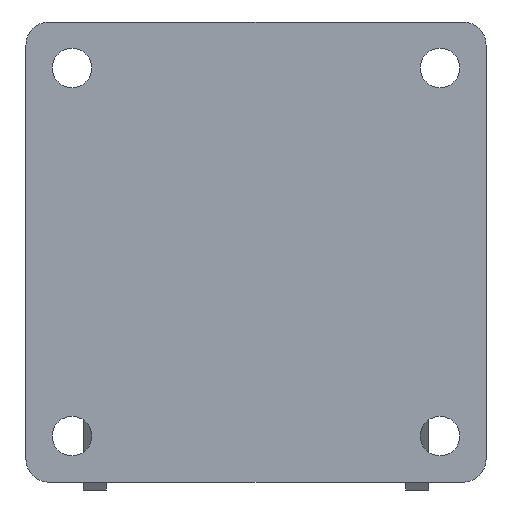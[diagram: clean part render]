
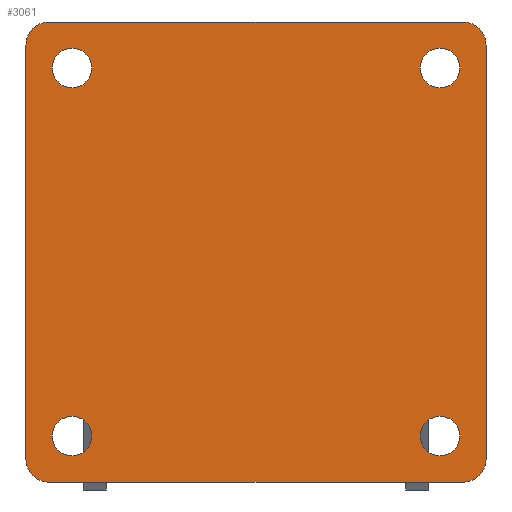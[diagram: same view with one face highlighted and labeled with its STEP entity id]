
A CAD part, front view. The second image highlights one B-rep face of the part: STEP entity #3061.
In plain terms, the highlighted planar face has unit normal (0, -1, 0).
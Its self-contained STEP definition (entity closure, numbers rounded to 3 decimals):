
#47 = ORIENTED_EDGE ( 'NONE', *, *, #2849, .F. ) ;
#129 = EDGE_LOOP ( 'NONE', ( #3530, #1268 ) ) ;
#132 = ORIENTED_EDGE ( 'NONE', *, *, #2464, .T. ) ;
#152 = CARTESIAN_POINT ( 'NONE',  ( 1604.761, 147.519, -808.475 ) ) ;
#208 = DIRECTION ( 'NONE',  ( 0., 1., 0. ) ) ;
#244 = CARTESIAN_POINT ( 'NONE',  ( 1604.761, 147.519, -998.475 ) ) ;
#248 = DIRECTION ( 'NONE',  ( 0., 1., 0. ) ) ;
#261 = VERTEX_POINT ( 'NONE', #1936 ) ;
#266 = CARTESIAN_POINT ( 'NONE',  ( 1774.761, 147.519, -828.475 ) ) ;
#272 = CARTESIAN_POINT ( 'NONE',  ( 1794.761, 147.519, -808.475 ) ) ;
#282 = VECTOR ( 'NONE', #1454, 1000. ) ;
#311 = VERTEX_POINT ( 'NONE', #3386 ) ;
#315 = EDGE_CURVE ( 'NONE', #1504, #1588, #2118, .T. ) ;
#360 = CARTESIAN_POINT ( 'NONE',  ( 1604.761, 147.519, -1008.475 ) ) ;
#370 = CARTESIAN_POINT ( 'NONE',  ( 1614.761, 147.519, -997.075 ) ) ;
#430 = CARTESIAN_POINT ( 'NONE',  ( 1774.761, 147.519, -828.475 ) ) ;
#439 = ORIENTED_EDGE ( 'NONE', *, *, #2496, .T. ) ;
#477 = CARTESIAN_POINT ( 'NONE',  ( 1594.761, 147.519, -1008.475 ) ) ;
#498 = ORIENTED_EDGE ( 'NONE', *, *, #1750, .T. ) ;
#536 = CARTESIAN_POINT ( 'NONE',  ( 1694.761, 147.519, -908.475 ) ) ;
#562 = VERTEX_POINT ( 'NONE', #1694 ) ;
#566 = EDGE_CURVE ( 'NONE', #1557, #3437, #618, .T. ) ;
#569 = DIRECTION ( 'NONE',  ( 0., -1., 0. ) ) ;
#583 = DIRECTION ( 'NONE',  ( 0., 1., 0. ) ) ;
#618 = CIRCLE ( 'NONE', #930, 10. ) ;
#624 = CARTESIAN_POINT ( 'NONE',  ( 1614.761, 147.519, -988.475 ) ) ;
#686 = LINE ( 'NONE', #2814, #922 ) ;
#687 = DIRECTION ( 'NONE',  ( 0., 1., 0. ) ) ;
#699 = EDGE_CURVE ( 'NONE', #1465, #261, #3223, .T. ) ;
#865 = EDGE_LOOP ( 'NONE', ( #1058, #439 ) ) ;
#881 = ORIENTED_EDGE ( 'NONE', *, *, #315, .T. ) ;
#884 = EDGE_CURVE ( 'NONE', #562, #311, #2783, .T. ) ;
#892 = DIRECTION ( 'NONE',  ( 0., 0., -1. ) ) ;
#921 = CIRCLE ( 'NONE', #3577, 8.6 ) ;
#922 = VECTOR ( 'NONE', #2768, 1000. ) ;
#930 = AXIS2_PLACEMENT_3D ( 'NONE', #2251, #2580, #1973 ) ;
#1058 = ORIENTED_EDGE ( 'NONE', *, *, #3235, .T. ) ;
#1089 = CARTESIAN_POINT ( 'NONE',  ( 1794.761, 147.519, -1008.475 ) ) ;
#1103 = CARTESIAN_POINT ( 'NONE',  ( 1774.761, 147.519, -819.875 ) ) ;
#1134 = FACE_BOUND ( 'NONE', #3111, .T. ) ;
#1135 = LINE ( 'NONE', #1089, #282 ) ;
#1155 = VERTEX_POINT ( 'NONE', #2470 ) ;
#1184 = CARTESIAN_POINT ( 'NONE',  ( 1614.761, 147.519, -988.475 ) ) ;
#1209 = ORIENTED_EDGE ( 'NONE', *, *, #1295, .F. ) ;
#1235 = VECTOR ( 'NONE', #3509, 1000. ) ;
#1268 = ORIENTED_EDGE ( 'NONE', *, *, #699, .T. ) ;
#1295 = EDGE_CURVE ( 'NONE', #1557, #3231, #2103, .T. ) ;
#1318 = VERTEX_POINT ( 'NONE', #2066 ) ;
#1347 = CARTESIAN_POINT ( 'NONE',  ( 1774.761, 147.519, -988.475 ) ) ;
#1353 = LINE ( 'NONE', #477, #1367 ) ;
#1367 = VECTOR ( 'NONE', #1625, 1000. ) ;
#1369 = CIRCLE ( 'NONE', #2666, 8.6 ) ;
#1373 = CIRCLE ( 'NONE', #1864, 8.6 ) ;
#1407 = FACE_BOUND ( 'NONE', #2567, .T. ) ;
#1410 = ORIENTED_EDGE ( 'NONE', *, *, #3228, .T. ) ;
#1415 = VERTEX_POINT ( 'NONE', #2179 ) ;
#1423 = DIRECTION ( 'NONE',  ( 0., 0., 1. ) ) ;
#1431 = FACE_BOUND ( 'NONE', #865, .T. ) ;
#1454 = DIRECTION ( 'NONE',  ( -1., 0., 0. ) ) ;
#1465 = VERTEX_POINT ( 'NONE', #370 ) ;
#1477 = EDGE_CURVE ( 'NONE', #2246, #1415, #2106, .T. ) ;
#1503 = EDGE_CURVE ( 'NONE', #1588, #1504, #1369, .T. ) ;
#1504 = VERTEX_POINT ( 'NONE', #1639 ) ;
#1510 = DIRECTION ( 'NONE',  ( 0., 0., 1. ) ) ;
#1557 = VERTEX_POINT ( 'NONE', #152 ) ;
#1559 = CARTESIAN_POINT ( 'NONE',  ( 1784.761, 147.519, -818.475 ) ) ;
#1588 = VERTEX_POINT ( 'NONE', #1103 ) ;
#1598 = CIRCLE ( 'NONE', #2537, 8.6 ) ;
#1619 = DIRECTION ( 'NONE',  ( 0., -1., 0. ) ) ;
#1625 = DIRECTION ( 'NONE',  ( 0., 0., 1. ) ) ;
#1639 = CARTESIAN_POINT ( 'NONE',  ( 1774.761, 147.519, -837.075 ) ) ;
#1694 = CARTESIAN_POINT ( 'NONE',  ( 1614.761, 147.519, -837.075 ) ) ;
#1707 = CARTESIAN_POINT ( 'NONE',  ( 1774.761, 147.519, -988.475 ) ) ;
#1750 = EDGE_CURVE ( 'NONE', #311, #562, #921, .T. ) ;
#1763 = FACE_BOUND ( 'NONE', #129, .T. ) ;
#1808 = AXIS2_PLACEMENT_3D ( 'NONE', #1559, #2156, #892 ) ;
#1859 = ORIENTED_EDGE ( 'NONE', *, *, #566, .T. ) ;
#1861 = AXIS2_PLACEMENT_3D ( 'NONE', #536, #2307, #3814 ) ;
#1864 = AXIS2_PLACEMENT_3D ( 'NONE', #1347, #3138, #2552 ) ;
#1886 = DIRECTION ( 'NONE',  ( 0., 1., 0. ) ) ;
#1915 = AXIS2_PLACEMENT_3D ( 'NONE', #1930, #1619, #2815 ) ;
#1922 = DIRECTION ( 'NONE',  ( 0., 0., -1. ) ) ;
#1927 = VERTEX_POINT ( 'NONE', #2337 ) ;
#1930 = CARTESIAN_POINT ( 'NONE',  ( 1784.761, 147.519, -998.475 ) ) ;
#1936 = CARTESIAN_POINT ( 'NONE',  ( 1614.761, 147.519, -979.875 ) ) ;
#1973 = DIRECTION ( 'NONE',  ( 0., 0., -1. ) ) ;
#2029 = DIRECTION ( 'NONE',  ( 0., 0., -1. ) ) ;
#2066 = CARTESIAN_POINT ( 'NONE',  ( 1794.761, 147.519, -818.475 ) ) ;
#2103 = LINE ( 'NONE', #272, #1235 ) ;
#2106 = CIRCLE ( 'NONE', #1915, 10. ) ;
#2118 = CIRCLE ( 'NONE', #3465, 8.6 ) ;
#2125 = ORIENTED_EDGE ( 'NONE', *, *, #1477, .T. ) ;
#2132 = EDGE_LOOP ( 'NONE', ( #2486, #132, #47, #2125, #2138, #1410, #1209, #1859 ) ) ;
#2138 = ORIENTED_EDGE ( 'NONE', *, *, #3360, .F. ) ;
#2156 = DIRECTION ( 'NONE',  ( 0., -1., 0. ) ) ;
#2179 = CARTESIAN_POINT ( 'NONE',  ( 1794.761, 147.519, -998.475 ) ) ;
#2246 = VERTEX_POINT ( 'NONE', #2935 ) ;
#2251 = CARTESIAN_POINT ( 'NONE',  ( 1604.761, 147.519, -818.475 ) ) ;
#2305 = AXIS2_PLACEMENT_3D ( 'NONE', #1184, #248, #2379 ) ;
#2307 = DIRECTION ( 'NONE',  ( 0., -1., 0. ) ) ;
#2337 = CARTESIAN_POINT ( 'NONE',  ( 1774.761, 147.519, -979.875 ) ) ;
#2379 = DIRECTION ( 'NONE',  ( 0., 0., 1. ) ) ;
#2464 = EDGE_CURVE ( 'NONE', #1155, #2651, #3016, .T. ) ;
#2468 = AXIS2_PLACEMENT_3D ( 'NONE', #244, #569, #3477 ) ;
#2470 = CARTESIAN_POINT ( 'NONE',  ( 1594.761, 147.519, -998.475 ) ) ;
#2486 = ORIENTED_EDGE ( 'NONE', *, *, #2780, .F. ) ;
#2496 = EDGE_CURVE ( 'NONE', #3403, #1927, #2534, .T. ) ;
#2505 = ORIENTED_EDGE ( 'NONE', *, *, #1503, .T. ) ;
#2534 = CIRCLE ( 'NONE', #3566, 8.6 ) ;
#2537 = AXIS2_PLACEMENT_3D ( 'NONE', #624, #3302, #1510 ) ;
#2552 = DIRECTION ( 'NONE',  ( 0., 0., -1. ) ) ;
#2567 = EDGE_LOOP ( 'NONE', ( #2505, #881 ) ) ;
#2576 = DIRECTION ( 'NONE',  ( 0., 1., 0. ) ) ;
#2580 = DIRECTION ( 'NONE',  ( 0., -1., 0. ) ) ;
#2636 = EDGE_CURVE ( 'NONE', #261, #1465, #1598, .T. ) ;
#2651 = VERTEX_POINT ( 'NONE', #360 ) ;
#2666 = AXIS2_PLACEMENT_3D ( 'NONE', #430, #687, #3716 ) ;
#2697 = ORIENTED_EDGE ( 'NONE', *, *, #884, .T. ) ;
#2768 = DIRECTION ( 'NONE',  ( 0., 0., -1. ) ) ;
#2780 = EDGE_CURVE ( 'NONE', #1155, #3437, #1353, .T. ) ;
#2783 = CIRCLE ( 'NONE', #3524, 8.6 ) ;
#2814 = CARTESIAN_POINT ( 'NONE',  ( 1794.761, 147.519, -1008.475 ) ) ;
#2815 = DIRECTION ( 'NONE',  ( 0., 0., -1. ) ) ;
#2849 = EDGE_CURVE ( 'NONE', #2246, #2651, #1135, .T. ) ;
#2851 = CIRCLE ( 'NONE', #1808, 10. ) ;
#2886 = CARTESIAN_POINT ( 'NONE',  ( 1594.761, 147.519, -818.475 ) ) ;
#2933 = PLANE ( 'NONE',  #1861 ) ;
#2935 = CARTESIAN_POINT ( 'NONE',  ( 1784.761, 147.519, -1008.475 ) ) ;
#2958 = DIRECTION ( 'NONE',  ( 0., 0., -1. ) ) ;
#3016 = CIRCLE ( 'NONE', #2468, 10. ) ;
#3061 = ADVANCED_FACE ( 'NONE', ( #1431, #1407, #1134, #1763, #3200 ), #2933, .T. ) ;
#3111 = EDGE_LOOP ( 'NONE', ( #498, #2697 ) ) ;
#3138 = DIRECTION ( 'NONE',  ( 0., 1., 0. ) ) ;
#3169 = CARTESIAN_POINT ( 'NONE',  ( 1614.761, 147.519, -828.475 ) ) ;
#3200 = FACE_OUTER_BOUND ( 'NONE', #2132, .T. ) ;
#3223 = CIRCLE ( 'NONE', #2305, 8.6 ) ;
#3228 = EDGE_CURVE ( 'NONE', #1318, #3231, #2851, .T. ) ;
#3231 = VERTEX_POINT ( 'NONE', #3328 ) ;
#3235 = EDGE_CURVE ( 'NONE', #1927, #3403, #1373, .T. ) ;
#3302 = DIRECTION ( 'NONE',  ( 0., 1., 0. ) ) ;
#3328 = CARTESIAN_POINT ( 'NONE',  ( 1784.761, 147.519, -808.475 ) ) ;
#3360 = EDGE_CURVE ( 'NONE', #1318, #1415, #686, .T. ) ;
#3386 = CARTESIAN_POINT ( 'NONE',  ( 1614.761, 147.519, -819.875 ) ) ;
#3403 = VERTEX_POINT ( 'NONE', #3729 ) ;
#3437 = VERTEX_POINT ( 'NONE', #2886 ) ;
#3465 = AXIS2_PLACEMENT_3D ( 'NONE', #266, #208, #1423 ) ;
#3477 = DIRECTION ( 'NONE',  ( 0., 0., -1. ) ) ;
#3509 = DIRECTION ( 'NONE',  ( 1., 0., 0. ) ) ;
#3524 = AXIS2_PLACEMENT_3D ( 'NONE', #3169, #2576, #2029 ) ;
#3530 = ORIENTED_EDGE ( 'NONE', *, *, #2636, .T. ) ;
#3566 = AXIS2_PLACEMENT_3D ( 'NONE', #1707, #583, #2958 ) ;
#3577 = AXIS2_PLACEMENT_3D ( 'NONE', #3685, #1886, #1922 ) ;
#3685 = CARTESIAN_POINT ( 'NONE',  ( 1614.761, 147.519, -828.475 ) ) ;
#3716 = DIRECTION ( 'NONE',  ( 0., 0., 1. ) ) ;
#3729 = CARTESIAN_POINT ( 'NONE',  ( 1774.761, 147.519, -997.075 ) ) ;
#3814 = DIRECTION ( 'NONE',  ( 0., 0., -1. ) ) ;
